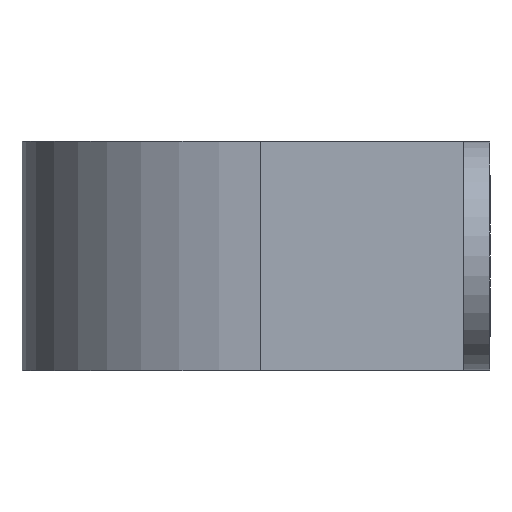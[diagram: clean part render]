
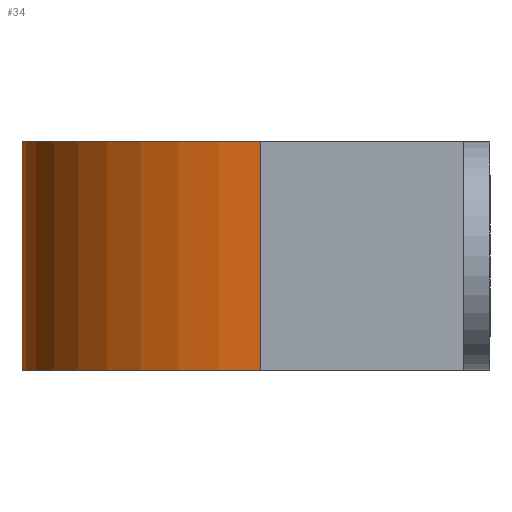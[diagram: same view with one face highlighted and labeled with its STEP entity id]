
A CAD part, left-side view. The second image highlights one B-rep face of the part: STEP entity #34.
In plain terms, the highlighted cylindrical face has radius 20.8 mm (diameter 41.6 mm), a partial arc.
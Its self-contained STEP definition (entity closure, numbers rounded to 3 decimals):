
#34 = ADVANCED_FACE ( 'NONE', ( #315 ), #536, .T. ) ;
#44 = VECTOR ( 'NONE', #491, 1000. ) ;
#53 = EDGE_CURVE ( 'NONE', #468, #392, #85, .T. ) ;
#73 = CARTESIAN_POINT ( 'NONE',  ( 20.8, 20., 10. ) ) ;
#85 = CIRCLE ( 'NONE', #430, 20.8 ) ;
#183 = AXIS2_PLACEMENT_3D ( 'NONE', #212, #426, #364 ) ;
#208 = ORIENTED_EDGE ( 'NONE', *, *, #539, .F. ) ;
#212 = CARTESIAN_POINT ( 'NONE',  ( 0., 20., 10. ) ) ;
#217 = LINE ( 'NONE', #784, #44 ) ;
#240 = VERTEX_POINT ( 'NONE', #422 ) ;
#244 = EDGE_CURVE ( 'NONE', #678, #240, #771, .T. ) ;
#247 = DIRECTION ( 'NONE',  ( 1., 0., 0. ) ) ;
#315 = FACE_OUTER_BOUND ( 'NONE', #834, .T. ) ;
#322 = ORIENTED_EDGE ( 'NONE', *, *, #244, .F. ) ;
#332 = CARTESIAN_POINT ( 'NONE',  ( 20.8, 20., -10. ) ) ;
#364 = DIRECTION ( 'NONE',  ( -1., 0., 0. ) ) ;
#383 = LINE ( 'NONE', #530, #544 ) ;
#392 = VERTEX_POINT ( 'NONE', #661 ) ;
#395 = DIRECTION ( 'NONE',  ( 0., 0., 1. ) ) ;
#422 = CARTESIAN_POINT ( 'NONE',  ( -20.8, 20., 10. ) ) ;
#426 = DIRECTION ( 'NONE',  ( 0., 0., 1. ) ) ;
#430 = AXIS2_PLACEMENT_3D ( 'NONE', #690, #395, #247 ) ;
#468 = VERTEX_POINT ( 'NONE', #332 ) ;
#477 = DIRECTION ( 'NONE',  ( 0., 0., -1. ) ) ;
#491 = DIRECTION ( 'NONE',  ( 0., 0., -1. ) ) ;
#530 = CARTESIAN_POINT ( 'NONE',  ( -20.8, 20., 10. ) ) ;
#531 = ORIENTED_EDGE ( 'NONE', *, *, #659, .T. ) ;
#536 = CYLINDRICAL_SURFACE ( 'NONE', #769, 20.8 ) ;
#539 = EDGE_CURVE ( 'NONE', #240, #392, #383, .T. ) ;
#544 = VECTOR ( 'NONE', #746, 1000. ) ;
#628 = ORIENTED_EDGE ( 'NONE', *, *, #53, .T. ) ;
#659 = EDGE_CURVE ( 'NONE', #678, #468, #217, .T. ) ;
#661 = CARTESIAN_POINT ( 'NONE',  ( -20.8, 20., -10. ) ) ;
#678 = VERTEX_POINT ( 'NONE', #73 ) ;
#690 = CARTESIAN_POINT ( 'NONE',  ( 0., 20., -10. ) ) ;
#746 = DIRECTION ( 'NONE',  ( 0., 0., -1. ) ) ;
#769 = AXIS2_PLACEMENT_3D ( 'NONE', #774, #477, #821 ) ;
#771 = CIRCLE ( 'NONE', #183, 20.8 ) ;
#774 = CARTESIAN_POINT ( 'NONE',  ( 0., 20., 10. ) ) ;
#784 = CARTESIAN_POINT ( 'NONE',  ( 20.8, 20., 10. ) ) ;
#821 = DIRECTION ( 'NONE',  ( -1., 0., 0. ) ) ;
#834 = EDGE_LOOP ( 'NONE', ( #628, #208, #322, #531 ) ) ;
